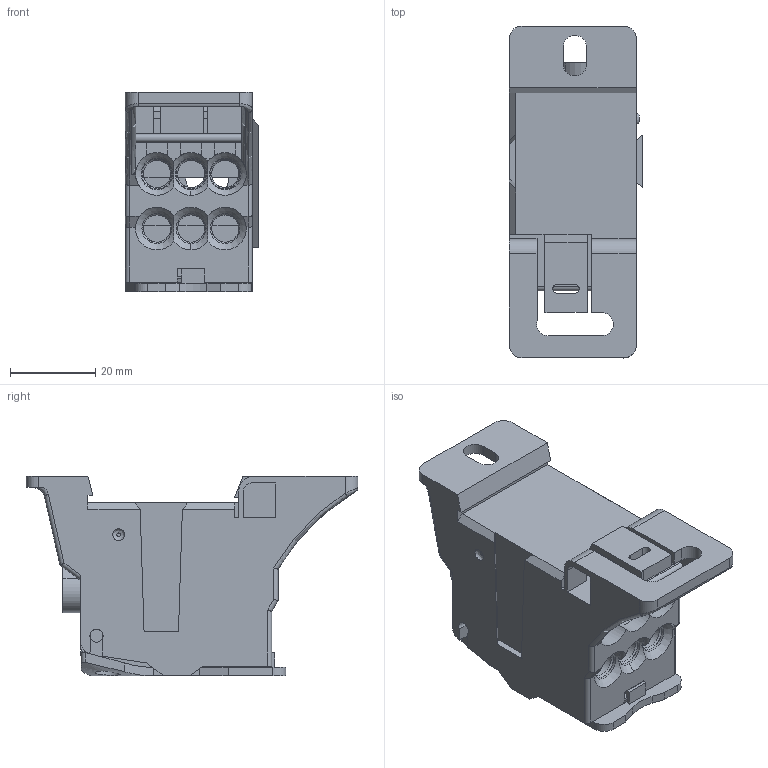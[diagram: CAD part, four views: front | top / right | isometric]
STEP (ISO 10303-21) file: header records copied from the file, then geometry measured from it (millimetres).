
FILE_DESCRIPTION(/* description */ (''),/* implementation_level */ '2;1');
FILE_NAME(/* name */ '3d_ACB1P150A08.stp',/* time_stamp */ '2023-10-31T17:24:47+01:00',/* author */ ('FUMAGALLI'),/* organization */ (''),/* preprocessor_version */ 'ST-DEVELOPER v16.1',/* originating_system */ 'Autodesk Inventor 2016',/* authorisation */ '');
FILE_SCHEMA (('AUTOMOTIVE_DESIGN { 1 0 10303 214 3 1 1 }'));
Length unit declared in the file: millimetre
Products named in the file (1): 3d_ACB1P150A08
Bounding box: 31.3 x 77.9 x 46.85 mm (x, y, z)
Volume: 34018.4 mm3; surface area: 30237.6 mm2
Topology: 3 solids, 3 shells, 362 faces, 1078 edges, 704 vertices
Faces by surface type: plane 210, cylinder 108, cone 23, bspline 12, torus 9
Full cylindrical faces by diameter (mm): 3 x2, 5.1 x7, 6 x7, 6.4 x6, 7 x6, 7.5 x1, 7.6 x1, 8.3 x1, 9 x1, 10.2 x1, 10.5 x1, 13.5 x1
Entity records: 13137 total; most frequent: CARTESIAN_POINT 3384, ORIENTED_EDGE 1980, DIRECTION 1893, EDGE_CURVE 990, VERTEX_POINT 670, LINE 637, VECTOR 637, AXIS2_PLACEMENT_3D 628
